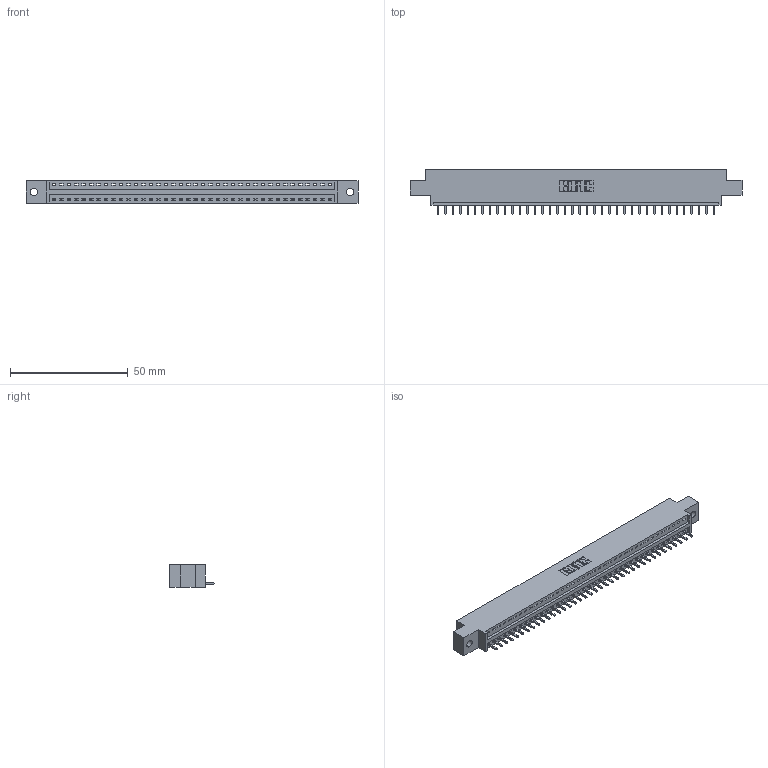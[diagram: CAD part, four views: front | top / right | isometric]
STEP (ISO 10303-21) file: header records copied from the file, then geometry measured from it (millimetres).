
FILE_DESCRIPTION (( 'STEP AP203' ), '1' );
FILE_NAME ('396-038-521-602.STEP', '2018-09-06T07:23:27', ( '' ), ( '' ), 'SwSTEP 2.0', 'SolidWorks 2016', '' );
FILE_SCHEMA (( 'CONFIG_CONTROL_DESIGN' ));
Length unit declared in the file: inch
Products named in the file (3): 346 Part_0.170 Offset - 0.128 Dia; 345-292-001_345-293-121; 396-038-521-602
Assembly tree (39 placements, depth 2):
  396-038-521-602
    346 Part_0.170 Offset - 0.128 Dia
    345-292-001_345-293-121  x38
Bounding box: 141.22 x 19.05 x 9.4 mm (x, y, z)
Volume: 13191.3 mm3; surface area: 15903.3 mm2
Topology: 39 solids, 39 shells, 2330 faces, 7029 edges, 4634 vertices
Faces by surface type: plane 1600, cylinder 730
Entity records: 24275 total; most frequent: CARTESIAN_POINT 4170, ORIENTED_EDGE 4142, DIRECTION 3683, EDGE_CURVE 2071, VECTOR 1787, LINE 1787, VERTEX_POINT 1378, AXIS2_PLACEMENT_3D 948
